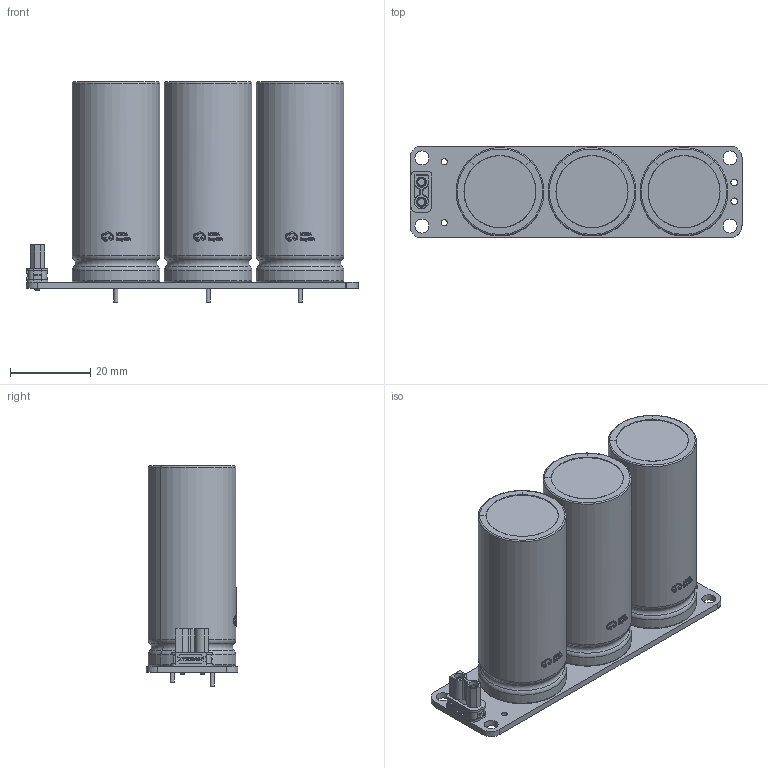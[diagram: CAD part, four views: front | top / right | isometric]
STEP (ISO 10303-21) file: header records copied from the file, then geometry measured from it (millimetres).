
FILE_DESCRIPTION(/* description */ (''),/* implementation_level */ '2;1');
FILE_NAME(/* name */ '3D_PCB_Power Pcb With 100v 3300uf_2024-04-23 v1.step',/* time_stamp */ '2024-05-04T06:57:03+09:00',/* author */ (''),/* organization */ (''),/* preprocessor_version */ 'ST-DEVELOPER v20',/* originating_system */ 'Autodesk Translation Framework v12.20.1.177',/* authorisation */ '');
FILE_SCHEMA (('AUTOMOTIVE_DESIGN { 1 0 10303 214 3 1 1 }'));
Length unit declared in the file: millimetre
Products named in the file (10): 3D_PCB_Power Pcb With 100v 3300uf_2024-04-23; Board; h7ma-100V3300UF_2; h7ma-100V3300UF_3; h7ma-100V3300UF_1; CAP-TH_BD22.0-P10.00-D1.0-FD; SOLID; h7ma-XT30; CONN-TH_XT30UPB-F; COMPOUND
Assembly tree (11 placements, depth 4):
  3D_PCB_Power Pcb With 100v 3300uf_2024-04-23
    Board
    h7ma-100V3300UF_2
      CAP-TH_BD22.0-P10.00-D1.0-FD
        SOLID
    h7ma-100V3300UF_3
      CAP-TH_BD22.0-P10.00-D1.0-FD
        SOLID
    h7ma-100V3300UF_1
      CAP-TH_BD22.0-P10.00-D1.0-FD
        SOLID
    h7ma-XT30
      CONN-TH_XT30UPB-F
        COMPOUND
Bounding box: 82.97 x 22.97 x 55.01 mm (x, y, z)
Volume: 59576.8 mm3; surface area: 17650.8 mm2
Topology: 8 solids, 8 shells, 1575 faces, 4328 edges, 2874 vertices
Faces by surface type: plane 994, bspline 360, cylinder 179, torus 30, cone 12
Full cylindrical faces by diameter (mm): 0.6 x1, 0.75 x1, 1 x6, 1.4 x6, 1.5 x2, 1.6 x2, 1.8 x2, 2.2 x2, 2.3 x2, 2.5 x4, 3.5 x4, 18 x3, 20 x3
Entity records: 44895 total; most frequent: CARTESIAN_POINT 17354, ORIENTED_EDGE 5740, DIRECTION 4918, EDGE_CURVE 2870, LINE 2258, VECTOR 2258, VERTEX_POINT 1902, AXIS2_PLACEMENT_3D 1330
